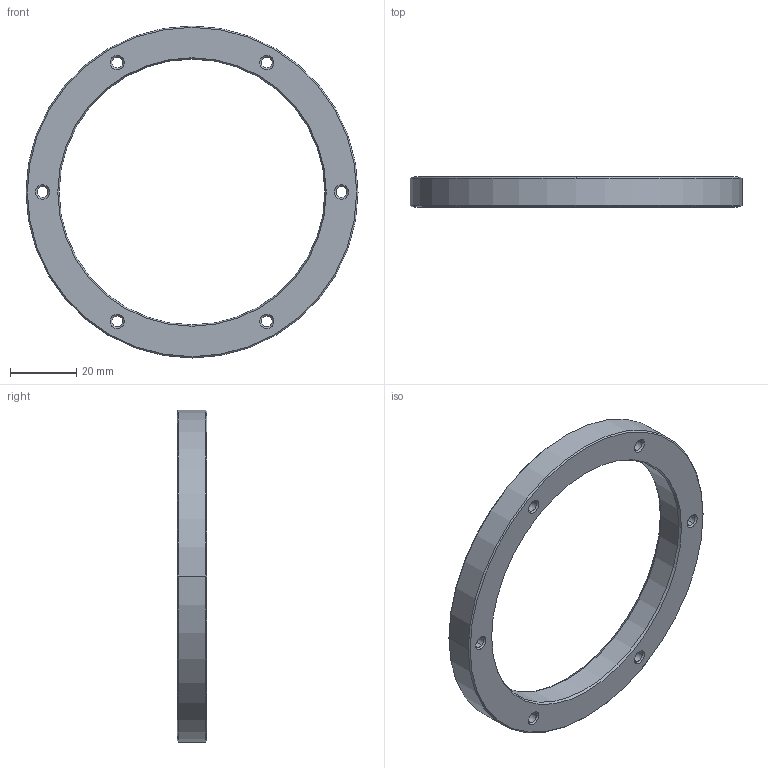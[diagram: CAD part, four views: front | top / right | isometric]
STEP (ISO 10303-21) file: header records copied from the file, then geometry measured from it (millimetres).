
FILE_DESCRIPTION((''),'2;1');
FILE_NAME('1273023-01-Z01','2021-05-06T15:14:33',('AT10150'),(''),'CREO PARAMETRIC BY PTC INC, 2019164','CREO PARAMETRIC BY PTC INC, 2019164','');
FILE_SCHEMA(('AUTOMOTIVE_DESIGN { 1 0 10303 214 1 1 1 1 }'));
Length unit declared in the file: millimetre
Products named in the file (1): 1273023-01-Z01
Bounding box: 99.96 x 9 x 99.96 mm (x, y, z)
Volume: 24194.8 mm3; surface area: 11084.3 mm2
Topology: 1 solids, 1 shells, 83 faces, 417 edges, 341 vertices
Faces by surface type: cone 45, cylinder 28, plane 10
Entity records: 5136 total; most frequent: DIRECTION 710, CARTESIAN_POINT 625, PRESENTATION_STYLE_ASSIGNMENT 417, STYLED_ITEM 417, CURVE_STYLE 416, ORIENTED_EDGE 386, VECTOR 286, LINE 286
